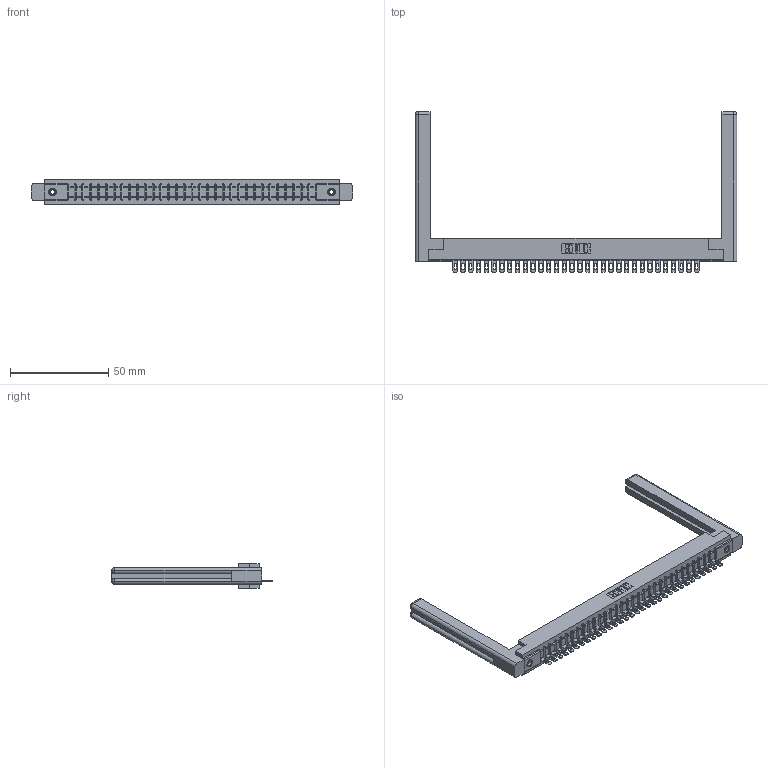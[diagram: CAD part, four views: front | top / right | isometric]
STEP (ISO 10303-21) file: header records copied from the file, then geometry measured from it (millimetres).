
FILE_DESCRIPTION (( 'STEP AP203' ), '1' );
FILE_NAME ('357-032-401-158.STEP', '2020-10-02T05:42:26', ( '' ), ( '' ), 'SwSTEP 2.0', 'SolidWorks 2020', '' );
FILE_SCHEMA (( 'CONFIG_CONTROL_DESIGN' ));
Length unit declared in the file: inch
Products named in the file (5): 307 Part_.156 Dia Mounting Holes; 307-220-058; 357-032-401-158; 345-250-001_345-250-001-102; 307-290-002_501
Assembly tree (37 placements, depth 2):
  357-032-401-158
    307 Part_.156 Dia Mounting Holes
    307-290-002_501  x32
    307-220-058  x2
    345-250-001_345-250-001-102  x2
Bounding box: 163.42 x 81.74 x 12.7 mm (x, y, z)
Volume: 24561.9 mm3; surface area: 26759.5 mm2
Topology: 37 solids, 37 shells, 2725 faces, 8293 edges, 5426 vertices
Faces by surface type: plane 1562, cylinder 1073, sphere 66, torus 12, cone 12
Entity records: 32093 total; most frequent: CARTESIAN_POINT 5419, ORIENTED_EDGE 5348, DIRECTION 5234, EDGE_CURVE 2674, LINE 2036, VECTOR 2036, VERTEX_POINT 1730, AXIS2_PLACEMENT_3D 1599
